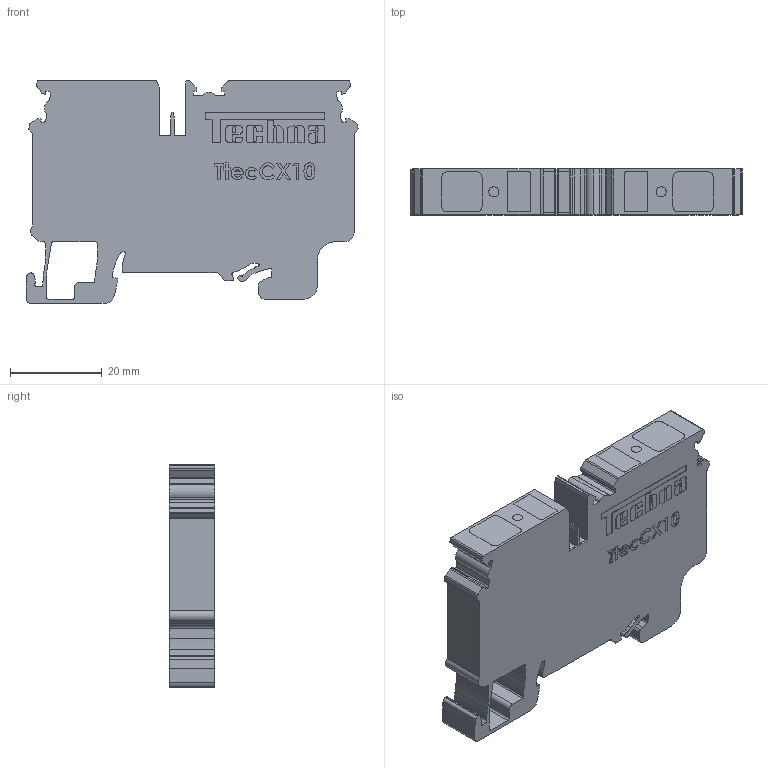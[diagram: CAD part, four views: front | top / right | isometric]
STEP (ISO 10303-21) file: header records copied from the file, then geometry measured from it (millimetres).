
FILE_DESCRIPTION (( 'STEP AP214' ), '1' );
FILE_NAME ('TtecCX10.STEP', '2020-07-21T11:13:16', ( '' ), ( '' ), 'SwSTEP 2.0', 'SolidWorks 2020', '' );
FILE_SCHEMA (( 'AUTOMOTIVE_DESIGN' ));
Length unit declared in the file: millimetre
Products named in the file (1): TtecCX10
Bounding box: 72.35 x 10 x 48.5 mm (x, y, z)
Volume: 27980.9 mm3; surface area: 9535.9 mm2
Topology: 1 solids, 2 shells, 720 faces, 2023 edges, 1349 vertices
Faces by surface type: plane 397, cylinder 253, bspline 70
Entity records: 32247 total; most frequent: CARTESIAN_POINT 8730, ORIENTED_EDGE 4046, DIRECTION 3688, EDGE_CURVE 2023, LINE 1374, VECTOR 1374, VERTEX_POINT 1349, AXIS2_PLACEMENT_3D 1157
